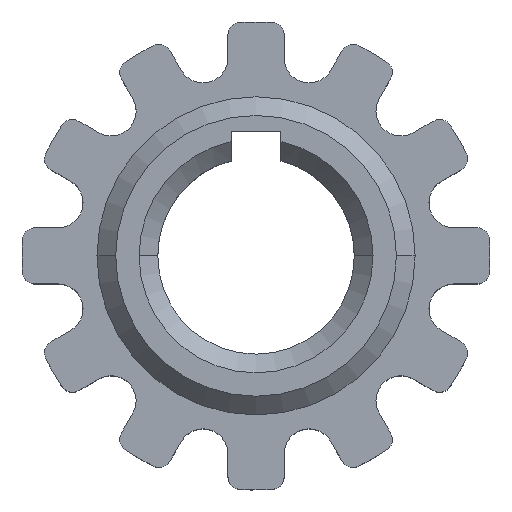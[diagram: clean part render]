
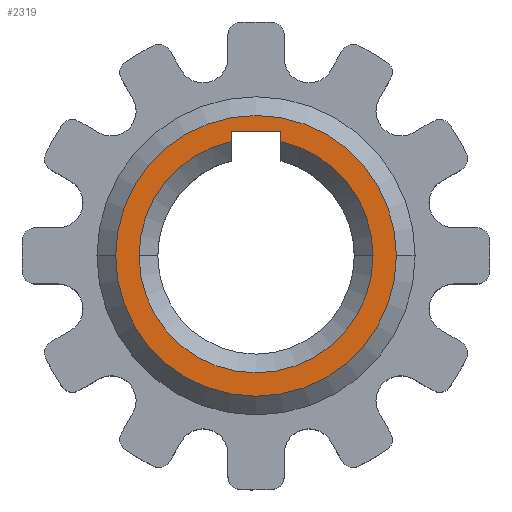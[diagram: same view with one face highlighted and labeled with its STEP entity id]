
A CAD part, top view. The second image highlights one B-rep face of the part: STEP entity #2319.
In plain terms, the highlighted planar face has unit normal (0, 0, 1).
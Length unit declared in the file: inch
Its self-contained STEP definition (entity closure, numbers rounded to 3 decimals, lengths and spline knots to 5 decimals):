
#166 = CARTESIAN_POINT ( 'NONE',  ( 0.225, 0., 0.25 ) ) ;
#274 = FACE_BOUND ( 'NONE', #2358, .T. ) ;
#300 = VERTEX_POINT ( 'NONE', #3304 ) ;
#305 = CIRCLE ( 'NONE', #723, 0.225 ) ;
#363 = DIRECTION ( 'NONE',  ( 0., 0., -1. ) ) ;
#387 = AXIS2_PLACEMENT_3D ( 'NONE', #1889, #3209, #1918 ) ;
#398 = VECTOR ( 'NONE', #1265, 39.37008 ) ;
#402 = CIRCLE ( 'NONE', #1744, 0.1875 ) ;
#406 = EDGE_CURVE ( 'NONE', #760, #2110, #1630, .T. ) ;
#494 = CARTESIAN_POINT ( 'NONE',  ( -0.04, 0., 0.25 ) ) ;
#566 = DIRECTION ( 'NONE',  ( 1., 0., 0. ) ) ;
#590 = EDGE_LOOP ( 'NONE', ( #916, #855 ) ) ;
#610 = CARTESIAN_POINT ( 'NONE',  ( 0.04, 0., 0.25 ) ) ;
#670 = CARTESIAN_POINT ( 'NONE',  ( 0., 0.199, 0.25 ) ) ;
#674 = ORIENTED_EDGE ( 'NONE', *, *, #2481, .T. ) ;
#722 = CARTESIAN_POINT ( 'NONE',  ( 0.1875, 0., 0.25 ) ) ;
#723 = AXIS2_PLACEMENT_3D ( 'NONE', #2681, #2173, #1685 ) ;
#760 = VERTEX_POINT ( 'NONE', #166 ) ;
#767 = ORIENTED_EDGE ( 'NONE', *, *, #1953, .T. ) ;
#801 = CIRCLE ( 'NONE', #2417, 0.1875 ) ;
#855 = ORIENTED_EDGE ( 'NONE', *, *, #406, .T. ) ;
#861 = LINE ( 'NONE', #610, #2462 ) ;
#878 = VERTEX_POINT ( 'NONE', #981 ) ;
#916 = ORIENTED_EDGE ( 'NONE', *, *, #2025, .T. ) ;
#981 = CARTESIAN_POINT ( 'NONE',  ( 0.04, 0.199, 0.25 ) ) ;
#983 = EDGE_CURVE ( 'NONE', #1315, #1447, #996, .T. ) ;
#987 = DIRECTION ( 'NONE',  ( 1., 0., 0. ) ) ;
#996 = LINE ( 'NONE', #494, #398 ) ;
#1040 = DIRECTION ( 'NONE',  ( 1., 0., 0. ) ) ;
#1176 = CARTESIAN_POINT ( 'NONE',  ( 0.04, 0.18318, 0.25 ) ) ;
#1181 = CARTESIAN_POINT ( 'NONE',  ( 0., 0., 0.25 ) ) ;
#1200 = VERTEX_POINT ( 'NONE', #1176 ) ;
#1265 = DIRECTION ( 'NONE',  ( 0., 1., 0. ) ) ;
#1294 = CARTESIAN_POINT ( 'NONE',  ( 0., 0., 0.25 ) ) ;
#1315 = VERTEX_POINT ( 'NONE', #3044 ) ;
#1336 = DIRECTION ( 'NONE',  ( 0., 0., 1. ) ) ;
#1447 = VERTEX_POINT ( 'NONE', #1540 ) ;
#1497 = CARTESIAN_POINT ( 'NONE',  ( 0., 0., 0.25 ) ) ;
#1540 = CARTESIAN_POINT ( 'NONE',  ( -0.04, 0.199, 0.25 ) ) ;
#1630 = CIRCLE ( 'NONE', #2046, 0.225 ) ;
#1638 = DIRECTION ( 'NONE',  ( 0., 1., 0. ) ) ;
#1685 = DIRECTION ( 'NONE',  ( 1., 0., 0. ) ) ;
#1699 = DIRECTION ( 'NONE',  ( 1., 0., 0. ) ) ;
#1731 = DIRECTION ( 'NONE',  ( 0., 0., -1. ) ) ;
#1744 = AXIS2_PLACEMENT_3D ( 'NONE', #1181, #363, #2216 ) ;
#1889 = CARTESIAN_POINT ( 'NONE',  ( 0., 0., 0.25 ) ) ;
#1918 = DIRECTION ( 'NONE',  ( 1., 0., 0. ) ) ;
#1953 = EDGE_CURVE ( 'NONE', #1200, #2106, #402, .T. ) ;
#2006 = EDGE_CURVE ( 'NONE', #1447, #878, #2161, .T. ) ;
#2025 = EDGE_CURVE ( 'NONE', #2110, #760, #305, .T. ) ;
#2046 = AXIS2_PLACEMENT_3D ( 'NONE', #2652, #1336, #566 ) ;
#2071 = ORIENTED_EDGE ( 'NONE', *, *, #2438, .F. ) ;
#2106 = VERTEX_POINT ( 'NONE', #722 ) ;
#2110 = VERTEX_POINT ( 'NONE', #2516 ) ;
#2152 = AXIS2_PLACEMENT_3D ( 'NONE', #1294, #2317, #1040 ) ;
#2161 = LINE ( 'NONE', #670, #2605 ) ;
#2173 = DIRECTION ( 'NONE',  ( 0., 0., 1. ) ) ;
#2188 = ORIENTED_EDGE ( 'NONE', *, *, #3221, .T. ) ;
#2216 = DIRECTION ( 'NONE',  ( 1., 0., 0. ) ) ;
#2268 = ORIENTED_EDGE ( 'NONE', *, *, #983, .T. ) ;
#2317 = DIRECTION ( 'NONE',  ( 0., 0., 1. ) ) ;
#2319 = ADVANCED_FACE ( 'NONE', ( #2567, #274 ), #3121, .T. ) ;
#2358 = EDGE_LOOP ( 'NONE', ( #767, #2188, #674, #2268, #3008, #2071 ) ) ;
#2417 = AXIS2_PLACEMENT_3D ( 'NONE', #1497, #1731, #987 ) ;
#2438 = EDGE_CURVE ( 'NONE', #1200, #878, #861, .T. ) ;
#2462 = VECTOR ( 'NONE', #1638, 39.37008 ) ;
#2481 = EDGE_CURVE ( 'NONE', #300, #1315, #801, .T. ) ;
#2516 = CARTESIAN_POINT ( 'NONE',  ( -0.225, 0., 0.25 ) ) ;
#2567 = FACE_OUTER_BOUND ( 'NONE', #590, .T. ) ;
#2605 = VECTOR ( 'NONE', #1699, 39.37008 ) ;
#2652 = CARTESIAN_POINT ( 'NONE',  ( 0., 0., 0.25 ) ) ;
#2681 = CARTESIAN_POINT ( 'NONE',  ( 0., 0., 0.25 ) ) ;
#3008 = ORIENTED_EDGE ( 'NONE', *, *, #2006, .T. ) ;
#3044 = CARTESIAN_POINT ( 'NONE',  ( -0.04, 0.18318, 0.25 ) ) ;
#3115 = CIRCLE ( 'NONE', #387, 0.1875 ) ;
#3121 = PLANE ( 'NONE',  #2152 ) ;
#3209 = DIRECTION ( 'NONE',  ( 0., 0., -1. ) ) ;
#3221 = EDGE_CURVE ( 'NONE', #2106, #300, #3115, .T. ) ;
#3304 = CARTESIAN_POINT ( 'NONE',  ( -0.1875, 0., 0.25 ) ) ;
